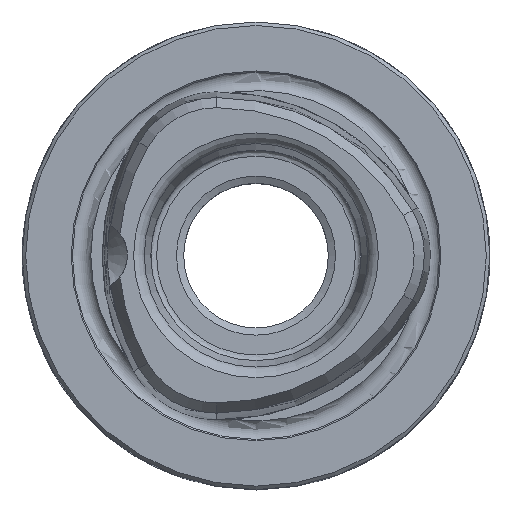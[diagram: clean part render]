
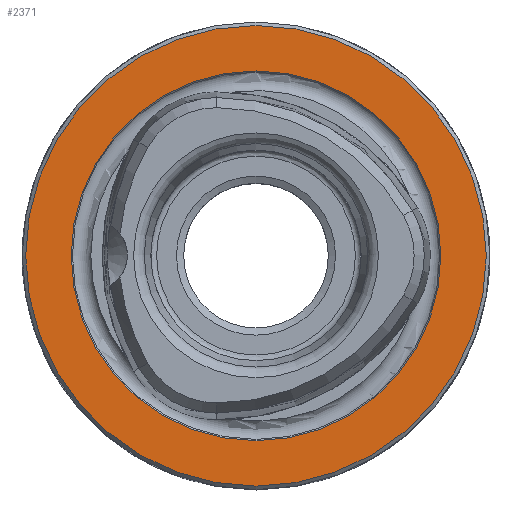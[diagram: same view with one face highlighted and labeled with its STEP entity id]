
A CAD part, top view. The second image highlights one B-rep face of the part: STEP entity #2371.
In plain terms, the highlighted planar face has unit normal (0, 0, 1).
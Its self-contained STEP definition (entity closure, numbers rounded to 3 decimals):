
#267=PLANE('',#2568);
#568=ORIENTED_EDGE('',*,*,#887,.T.);
#569=ORIENTED_EDGE('',*,*,#886,.F.);
#886=EDGE_CURVE('',#1060,#1060,#1155,.T.);
#887=EDGE_CURVE('',#1061,#1061,#1156,.T.);
#1060=VERTEX_POINT('',#3772);
#1061=VERTEX_POINT('',#3775);
#1155=CIRCLE('',#2567,15.814);
#1156=CIRCLE('',#2569,19.7);
#1259=EDGE_LOOP('',(#568));
#1260=EDGE_LOOP('',(#569));
#1422=FACE_BOUND('',#1259,.T.);
#1423=FACE_BOUND('',#1260,.T.);
#2371=ADVANCED_FACE('',(#1422,#1423),#267,.T.);
#2567=AXIS2_PLACEMENT_3D('',#3771,#2943,#2944);
#2568=AXIS2_PLACEMENT_3D('',#3773,#2945,#2946);
#2569=AXIS2_PLACEMENT_3D('',#3774,#2947,#2948);
#2943=DIRECTION('',(0.,0.,1.));
#2944=DIRECTION('',(1.,0.,0.));
#2945=DIRECTION('',(0.,0.,1.));
#2946=DIRECTION('',(1.,0.,0.));
#2947=DIRECTION('',(0.,0.,1.));
#2948=DIRECTION('',(1.,0.,0.));
#3771=CARTESIAN_POINT('',(0.,0.,0.));
#3772=CARTESIAN_POINT('',(15.814,0.,0.));
#3773=CARTESIAN_POINT('',(15.5,0.,0.));
#3774=CARTESIAN_POINT('',(0.,0.,0.));
#3775=CARTESIAN_POINT('',(19.7,0.,0.));
